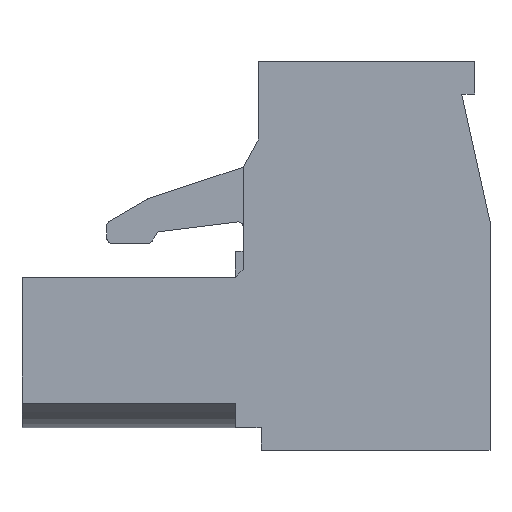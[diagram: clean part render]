
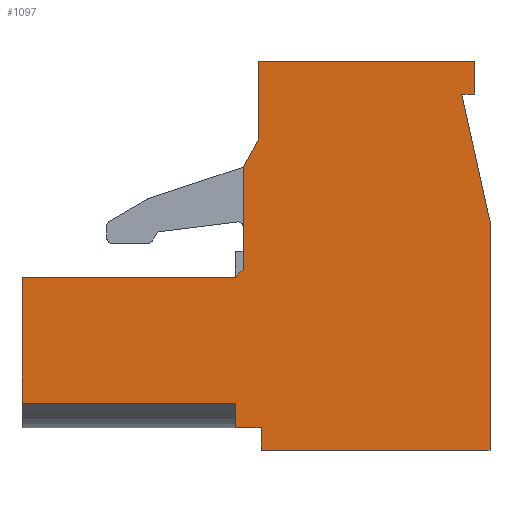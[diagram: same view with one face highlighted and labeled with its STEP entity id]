
A CAD part, left-side view. The second image highlights one B-rep face of the part: STEP entity #1097.
In plain terms, the highlighted planar face has unit normal (-1, 0, 0).
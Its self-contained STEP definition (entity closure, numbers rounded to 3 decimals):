
#1097 = ADVANCED_FACE( '', ( #2212 ), #2213, .T. );
#2212 = FACE_OUTER_BOUND( '', #3353, .T. );
#2213 = PLANE( '', #3354 );
#3353 = EDGE_LOOP( '', ( #6315, #6316, #6317, #6318, #6319, #6320, #6321, #6322, #6323, #6324, #6325, #6326, #6327, #6328, #6329, #6330 ) );
#3354 = AXIS2_PLACEMENT_3D( '', #6331, #6332, #6333 );
#6315 = ORIENTED_EDGE( '', *, *, #6918, .T. );
#6316 = ORIENTED_EDGE( '', *, *, #7055, .F. );
#6317 = ORIENTED_EDGE( '', *, *, #7845, .T. );
#6318 = ORIENTED_EDGE( '', *, *, #7110, .T. );
#6319 = ORIENTED_EDGE( '', *, *, #7429, .T. );
#6320 = ORIENTED_EDGE( '', *, *, #7411, .T. );
#6321 = ORIENTED_EDGE( '', *, *, #7578, .T. );
#6322 = ORIENTED_EDGE( '', *, *, #7202, .T. );
#6323 = ORIENTED_EDGE( '', *, *, #8131, .T. );
#6324 = ORIENTED_EDGE( '', *, *, #7812, .T. );
#6325 = ORIENTED_EDGE( '', *, *, #6943, .T. );
#6326 = ORIENTED_EDGE( '', *, *, #7074, .T. );
#6327 = ORIENTED_EDGE( '', *, *, #7952, .T. );
#6328 = ORIENTED_EDGE( '', *, *, #7873, .T. );
#6329 = ORIENTED_EDGE( '', *, *, #7181, .T. );
#6330 = ORIENTED_EDGE( '', *, *, #7780, .T. );
#6331 = CARTESIAN_POINT( '', ( -5.08, 0., 0. ) );
#6332 = DIRECTION( '', ( -1., 0., 0. ) );
#6333 = DIRECTION( '', ( 0., 0., 1. ) );
#6918 = EDGE_CURVE( '', #8247, #8245, #8248, .T. );
#6943 = EDGE_CURVE( '', #8294, #8295, #8296, .T. );
#7055 = EDGE_CURVE( '', #8494, #8245, #8496, .T. );
#7074 = EDGE_CURVE( '', #8295, #8527, #8529, .T. );
#7110 = EDGE_CURVE( '', #8590, #8591, #8592, .T. );
#7181 = EDGE_CURVE( '', #8707, #8712, #8714, .F. );
#7202 = EDGE_CURVE( '', #8743, #8741, #8744, .T. );
#7411 = EDGE_CURVE( '', #9085, #9086, #9087, .T. );
#7429 = EDGE_CURVE( '', #8591, #9085, #9117, .T. );
#7578 = EDGE_CURVE( '', #9086, #8743, #9353, .T. );
#7780 = EDGE_CURVE( '', #8712, #8247, #9651, .T. );
#7812 = EDGE_CURVE( '', #9694, #8294, #9695, .T. );
#7845 = EDGE_CURVE( '', #8494, #8590, #9736, .T. );
#7873 = EDGE_CURVE( '', #9773, #8707, #9774, .T. );
#7952 = EDGE_CURVE( '', #8527, #9773, #9873, .T. );
#8131 = EDGE_CURVE( '', #8741, #9694, #10073, .T. );
#8245 = VERTEX_POINT( '', #10194 );
#8247 = VERTEX_POINT( '', #10197 );
#8248 = LINE( '', #10198, #10199 );
#8294 = VERTEX_POINT( '', #10262 );
#8295 = VERTEX_POINT( '', #10263 );
#8296 = LINE( '', #10264, #10265 );
#8494 = VERTEX_POINT( '', #10554 );
#8496 = LINE( '', #10557, #10558 );
#8527 = VERTEX_POINT( '', #10600 );
#8529 = LINE( '', #10603, #10604 );
#8590 = VERTEX_POINT( '', #10690 );
#8591 = VERTEX_POINT( '', #10691 );
#8592 = LINE( '', #10692, #10693 );
#8707 = VERTEX_POINT( '', #10854 );
#8712 = VERTEX_POINT( '', #10862 );
#8714 = LINE( '', #10865, #10866 );
#8741 = VERTEX_POINT( '', #10905 );
#8743 = VERTEX_POINT( '', #10908 );
#8744 = LINE( '', #10909, #10910 );
#9085 = VERTEX_POINT( '', #11405 );
#9086 = VERTEX_POINT( '', #11406 );
#9087 = LINE( '', #11407, #11408 );
#9117 = LINE( '', #11451, #11452 );
#9353 = LINE( '', #11791, #11792 );
#9651 = LINE( '', #12230, #12231 );
#9694 = VERTEX_POINT( '', #12293 );
#9695 = LINE( '', #12294, #12295 );
#9736 = LINE( '', #12353, #12354 );
#9773 = VERTEX_POINT( '', #12409 );
#9774 = LINE( '', #12410, #12411 );
#9873 = LINE( '', #12554, #12555 );
#10073 = LINE( '', #12841, #12842 );
#10194 = CARTESIAN_POINT( '', ( -5.08, 13.75, -2.625 ) );
#10197 = CARTESIAN_POINT( '', ( -5.08, 13.75, 2.275 ) );
#10198 = CARTESIAN_POINT( '', ( -5.08, 13.75, 2.275 ) );
#10199 = VECTOR( '', #12968, 1000. );
#10262 = CARTESIAN_POINT( '', ( -5.08, -3.85, 10.65 ) );
#10263 = CARTESIAN_POINT( '', ( -5.08, 4.55, 10.65 ) );
#10264 = CARTESIAN_POINT( '', ( -5.08, -3.85, 10.65 ) );
#10265 = VECTOR( '', #13001, 1000. );
#10554 = CARTESIAN_POINT( '', ( -5.08, 5.45, -2.625 ) );
#10557 = CARTESIAN_POINT( '', ( -5.08, 5.45, -2.625 ) );
#10558 = VECTOR( '', #13117, 1000. );
#10600 = CARTESIAN_POINT( '', ( -5.08, 4.55, 7.65 ) );
#10603 = CARTESIAN_POINT( '', ( -5.08, 4.55, 10.65 ) );
#10604 = VECTOR( '', #13136, 1000. );
#10690 = CARTESIAN_POINT( '', ( -5.08, 5.45, -3.575 ) );
#10691 = CARTESIAN_POINT( '', ( -5.08, 4.45, -3.575 ) );
#10692 = CARTESIAN_POINT( '', ( -5.08, 13.75, -3.575 ) );
#10693 = VECTOR( '', #13174, 1000. );
#10854 = CARTESIAN_POINT( '', ( -5.08, 5.15, 2.575 ) );
#10862 = CARTESIAN_POINT( '', ( -5.08, 5.45, 2.275 ) );
#10865 = CARTESIAN_POINT( '', ( -5.08, 5.15, 2.575 ) );
#10866 = VECTOR( '', #13246, 1000. );
#10905 = CARTESIAN_POINT( '', ( -5.08, -3.35, 9.4 ) );
#10908 = CARTESIAN_POINT( '', ( -5.08, -4.45, 4.45 ) );
#10909 = CARTESIAN_POINT( '', ( -5.08, -4.45, 4.45 ) );
#10910 = VECTOR( '', #13263, 1000. );
#11405 = CARTESIAN_POINT( '', ( -5.08, 4.45, -4.45 ) );
#11406 = CARTESIAN_POINT( '', ( -5.08, -4.45, -4.45 ) );
#11407 = CARTESIAN_POINT( '', ( -5.08, 4.45, -4.45 ) );
#11408 = VECTOR( '', #13483, 1000. );
#11451 = CARTESIAN_POINT( '', ( -5.08, 4.45, -3.575 ) );
#11452 = VECTOR( '', #13500, 1000. );
#11791 = CARTESIAN_POINT( '', ( -5.08, -4.45, -4.45 ) );
#11792 = VECTOR( '', #13640, 1000. );
#12230 = CARTESIAN_POINT( '', ( -5.08, 5.15, 2.275 ) );
#12231 = VECTOR( '', #13835, 1000. );
#12293 = CARTESIAN_POINT( '', ( -5.08, -3.85, 9.4 ) );
#12294 = CARTESIAN_POINT( '', ( -5.08, -3.85, 9.4 ) );
#12295 = VECTOR( '', #13861, 1000. );
#12353 = CARTESIAN_POINT( '', ( -5.08, 5.45, -2.625 ) );
#12354 = VECTOR( '', #13888, 1000. );
#12409 = CARTESIAN_POINT( '', ( -5.08, 5.15, 6.55 ) );
#12410 = CARTESIAN_POINT( '', ( -5.08, 5.15, 6.55 ) );
#12411 = VECTOR( '', #13913, 1000. );
#12554 = CARTESIAN_POINT( '', ( -5.08, 4.55, 7.65 ) );
#12555 = VECTOR( '', #13985, 1000. );
#12841 = CARTESIAN_POINT( '', ( -5.08, -3.35, 9.4 ) );
#12842 = VECTOR( '', #14147, 1000. );
#12968 = DIRECTION( '', ( 0., 0., -1. ) );
#13001 = DIRECTION( '', ( 0., 1., 0. ) );
#13117 = DIRECTION( '', ( 0., 1., 0. ) );
#13136 = DIRECTION( '', ( 0., 0., -1. ) );
#13174 = DIRECTION( '', ( 0., -1., 0. ) );
#13246 = DIRECTION( '', ( 0., -0.707, 0.707 ) );
#13263 = DIRECTION( '', ( 0., 0.217, 0.976 ) );
#13483 = DIRECTION( '', ( 0., -1., 0. ) );
#13500 = DIRECTION( '', ( 0., 0., -1. ) );
#13640 = DIRECTION( '', ( 0., 0., 1. ) );
#13835 = DIRECTION( '', ( 0., 1., 0. ) );
#13861 = DIRECTION( '', ( 0., 0., 1. ) );
#13888 = DIRECTION( '', ( 0., 0., -1. ) );
#13913 = DIRECTION( '', ( 0., 0., -1. ) );
#13985 = DIRECTION( '', ( 0., 0.479, -0.878 ) );
#14147 = DIRECTION( '', ( 0., -1., 0. ) );
